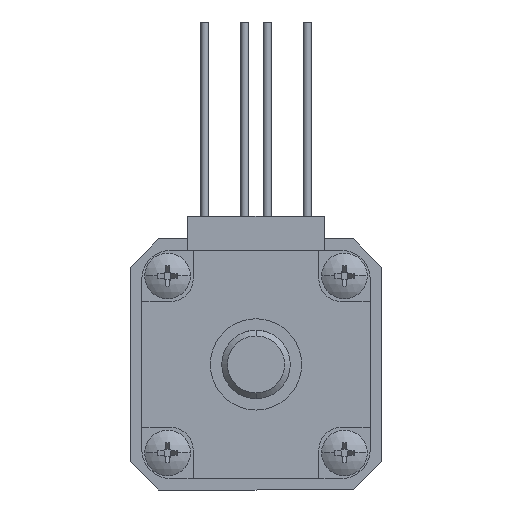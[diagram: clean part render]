
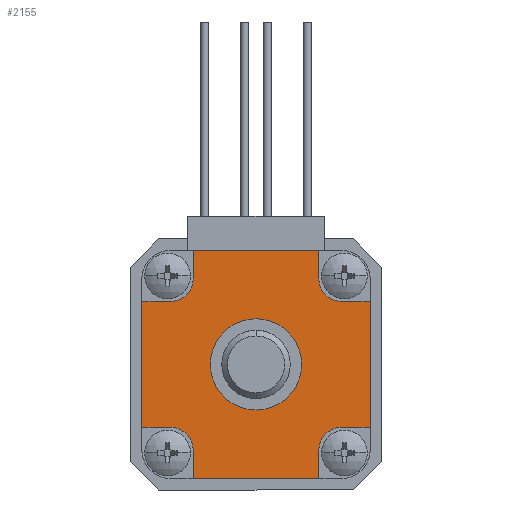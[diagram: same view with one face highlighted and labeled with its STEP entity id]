
A CAD part, front view. The second image highlights one B-rep face of the part: STEP entity #2155.
In plain terms, the highlighted planar face has unit normal (0, -1, 0).
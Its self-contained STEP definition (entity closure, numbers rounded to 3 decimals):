
#83 = VECTOR ( 'NONE', #6321, 1000. ) ;
#304 = LINE ( 'NONE', #13892, #18406 ) ;
#311 = ORIENTED_EDGE ( 'NONE', *, *, #6568, .T. ) ;
#426 = CARTESIAN_POINT ( 'NONE',  ( -7.5, 0., -10. ) ) ;
#545 = DIRECTION ( 'NONE',  ( 1., 0., 0. ) ) ;
#749 = VERTEX_POINT ( 'NONE', #6453 ) ;
#798 = CARTESIAN_POINT ( 'NONE',  ( 5.5, 0., -10. ) ) ;
#859 = DIRECTION ( 'NONE',  ( 0., 0., -1. ) ) ;
#918 = CARTESIAN_POINT ( 'NONE',  ( 5.5, 0., -7.5 ) ) ;
#1114 = ORIENTED_EDGE ( 'NONE', *, *, #11636, .F. ) ;
#1116 = VECTOR ( 'NONE', #10307, 1000. ) ;
#1444 = CIRCLE ( 'NONE', #7099, 2. ) ;
#1488 = CARTESIAN_POINT ( 'NONE',  ( -7.5, 0., 5.5 ) ) ;
#1795 = ORIENTED_EDGE ( 'NONE', *, *, #9044, .T. ) ;
#1965 = CARTESIAN_POINT ( 'NONE',  ( 0., 0., 0. ) ) ;
#2088 = FACE_BOUND ( 'NONE', #4861, .T. ) ;
#2131 = DIRECTION ( 'NONE',  ( -1., 0., 0. ) ) ;
#2155 = ADVANCED_FACE ( 'NONE', ( #2088, #9478 ), #2188, .F. ) ;
#2158 = CARTESIAN_POINT ( 'NONE',  ( 5.5, 0., -7.5 ) ) ;
#2188 = PLANE ( 'NONE',  #15672 ) ;
#2614 = EDGE_CURVE ( 'NONE', #12120, #6222, #15434, .T. ) ;
#3204 = VECTOR ( 'NONE', #5949, 1000. ) ;
#3232 = DIRECTION ( 'NONE',  ( 0., 0., -1. ) ) ;
#3561 = DIRECTION ( 'NONE',  ( 0., 0., 1. ) ) ;
#3644 = VERTEX_POINT ( 'NONE', #10636 ) ;
#3646 = VERTEX_POINT ( 'NONE', #1488 ) ;
#3680 = VERTEX_POINT ( 'NONE', #9262 ) ;
#3864 = VECTOR ( 'NONE', #859, 1000. ) ;
#4072 = EDGE_CURVE ( 'NONE', #14846, #7690, #13760, .T. ) ;
#4212 = VECTOR ( 'NONE', #3232, 1000. ) ;
#4383 = CARTESIAN_POINT ( 'NONE',  ( -7.5, 0., 10. ) ) ;
#4574 = CARTESIAN_POINT ( 'NONE',  ( -5.5, 0., 7.5 ) ) ;
#4626 = ORIENTED_EDGE ( 'NONE', *, *, #7815, .F. ) ;
#4812 = LINE ( 'NONE', #2158, #13277 ) ;
#4861 = EDGE_LOOP ( 'NONE', ( #8519, #6844 ) ) ;
#4976 = AXIS2_PLACEMENT_3D ( 'NONE', #14029, #12546, #14419 ) ;
#5074 = CARTESIAN_POINT ( 'NONE',  ( -7.5, 0., 7.5 ) ) ;
#5128 = LINE ( 'NONE', #5228, #16676 ) ;
#5228 = CARTESIAN_POINT ( 'NONE',  ( -10., 0., 7.5 ) ) ;
#5264 = DIRECTION ( 'NONE',  ( 0., 0., 1. ) ) ;
#5379 = CARTESIAN_POINT ( 'NONE',  ( 7.5, 0., -5.5 ) ) ;
#5760 = CARTESIAN_POINT ( 'NONE',  ( 5.5, 0., 7.5 ) ) ;
#5945 = LINE ( 'NONE', #4383, #5993 ) ;
#5949 = DIRECTION ( 'NONE',  ( 0., 0., -1. ) ) ;
#5993 = VECTOR ( 'NONE', #7152, 1000. ) ;
#6065 = DIRECTION ( 'NONE',  ( 0., 0., -1. ) ) ;
#6189 = LINE ( 'NONE', #14549, #1116 ) ;
#6222 = VERTEX_POINT ( 'NONE', #12383 ) ;
#6321 = DIRECTION ( 'NONE',  ( -1., 0., 0. ) ) ;
#6446 = VERTEX_POINT ( 'NONE', #17293 ) ;
#6453 = CARTESIAN_POINT ( 'NONE',  ( 0., 0., -4. ) ) ;
#6479 = DIRECTION ( 'NONE',  ( 0., 1., 0. ) ) ;
#6568 = EDGE_CURVE ( 'NONE', #6222, #3644, #19270, .T. ) ;
#6595 = DIRECTION ( 'NONE',  ( 1., 0., 0. ) ) ;
#6648 = CARTESIAN_POINT ( 'NONE',  ( -5.5, 0., -10. ) ) ;
#6665 = CARTESIAN_POINT ( 'NONE',  ( -10., 0., 5.5 ) ) ;
#6844 = ORIENTED_EDGE ( 'NONE', *, *, #16040, .T. ) ;
#6881 = ORIENTED_EDGE ( 'NONE', *, *, #17458, .F. ) ;
#6935 = CARTESIAN_POINT ( 'NONE',  ( 7.5, 0., -7.5 ) ) ;
#7066 = CARTESIAN_POINT ( 'NONE',  ( -7.5, 0., -5.5 ) ) ;
#7099 = AXIS2_PLACEMENT_3D ( 'NONE', #5074, #16990, #5264 ) ;
#7152 = DIRECTION ( 'NONE',  ( 1., 0., 0. ) ) ;
#7278 = DIRECTION ( 'NONE',  ( 0., 0., 1. ) ) ;
#7553 = CARTESIAN_POINT ( 'NONE',  ( -7.5, 0., -7.5 ) ) ;
#7690 = VERTEX_POINT ( 'NONE', #5379 ) ;
#7815 = EDGE_CURVE ( 'NONE', #12790, #3644, #5945, .T. ) ;
#7958 = LINE ( 'NONE', #17786, #3864 ) ;
#8003 = ORIENTED_EDGE ( 'NONE', *, *, #15919, .T. ) ;
#8012 = EDGE_CURVE ( 'NONE', #7690, #3680, #12163, .T. ) ;
#8107 = VERTEX_POINT ( 'NONE', #6648 ) ;
#8254 = DIRECTION ( 'NONE',  ( 0., 1., 0. ) ) ;
#8519 = ORIENTED_EDGE ( 'NONE', *, *, #12777, .T. ) ;
#8714 = VERTEX_POINT ( 'NONE', #15343 ) ;
#8919 = CARTESIAN_POINT ( 'NONE',  ( 7.5, 0., 5.5 ) ) ;
#9044 = EDGE_CURVE ( 'NONE', #12790, #6446, #17787, .T. ) ;
#9262 = CARTESIAN_POINT ( 'NONE',  ( 10., 0., -5.5 ) ) ;
#9337 = LINE ( 'NONE', #15344, #4212 ) ;
#9382 = CIRCLE ( 'NONE', #4976, 4. ) ;
#9478 = FACE_OUTER_BOUND ( 'NONE', #15792, .T. ) ;
#9576 = LINE ( 'NONE', #426, #83 ) ;
#9620 = LINE ( 'NONE', #6665, #15625 ) ;
#10109 = ORIENTED_EDGE ( 'NONE', *, *, #2614, .T. ) ;
#10219 = ORIENTED_EDGE ( 'NONE', *, *, #12855, .T. ) ;
#10307 = DIRECTION ( 'NONE',  ( -1., 0., 0. ) ) ;
#10636 = CARTESIAN_POINT ( 'NONE',  ( 5.5, 0., 10. ) ) ;
#10967 = ORIENTED_EDGE ( 'NONE', *, *, #19015, .T. ) ;
#11117 = CARTESIAN_POINT ( 'NONE',  ( -5.5, 0., 10. ) ) ;
#11580 = DIRECTION ( 'NONE',  ( 0., 0., 1. ) ) ;
#11591 = VERTEX_POINT ( 'NONE', #14004 ) ;
#11636 = EDGE_CURVE ( 'NONE', #14403, #17365, #5128, .T. ) ;
#11645 = ORIENTED_EDGE ( 'NONE', *, *, #18689, .T. ) ;
#11986 = EDGE_CURVE ( 'NONE', #8714, #8107, #7958, .T. ) ;
#12120 = VERTEX_POINT ( 'NONE', #8919 ) ;
#12163 = LINE ( 'NONE', #13935, #14800 ) ;
#12383 = CARTESIAN_POINT ( 'NONE',  ( 5.5, 0., 7.5 ) ) ;
#12490 = DIRECTION ( 'NONE',  ( 0., 0., 1. ) ) ;
#12546 = DIRECTION ( 'NONE',  ( 0., 1., 0. ) ) ;
#12588 = DIRECTION ( 'NONE',  ( 0., 0., 1. ) ) ;
#12611 = EDGE_CURVE ( 'NONE', #15246, #8107, #9576, .T. ) ;
#12663 = AXIS2_PLACEMENT_3D ( 'NONE', #1965, #6479, #12588 ) ;
#12777 = EDGE_CURVE ( 'NONE', #749, #11591, #12963, .T. ) ;
#12790 = VERTEX_POINT ( 'NONE', #11117 ) ;
#12855 = EDGE_CURVE ( 'NONE', #15246, #14846, #4812, .T. ) ;
#12963 = CIRCLE ( 'NONE', #12663, 4. ) ;
#13194 = VERTEX_POINT ( 'NONE', #17091 ) ;
#13277 = VECTOR ( 'NONE', #12490, 1000. ) ;
#13760 = CIRCLE ( 'NONE', #17522, 2. ) ;
#13764 = CARTESIAN_POINT ( 'NONE',  ( -10., 0., 5.5 ) ) ;
#13892 = CARTESIAN_POINT ( 'NONE',  ( -10., 0., -5.5 ) ) ;
#13893 = ORIENTED_EDGE ( 'NONE', *, *, #4072, .T. ) ;
#13922 = ORIENTED_EDGE ( 'NONE', *, *, #12611, .F. ) ;
#13935 = CARTESIAN_POINT ( 'NONE',  ( 10., 0., -5.5 ) ) ;
#14004 = CARTESIAN_POINT ( 'NONE',  ( 0., 0., 4. ) ) ;
#14029 = CARTESIAN_POINT ( 'NONE',  ( 0., 0., 0. ) ) ;
#14102 = AXIS2_PLACEMENT_3D ( 'NONE', #7553, #18463, #6065 ) ;
#14206 = CARTESIAN_POINT ( 'NONE',  ( -7.5, 0., 7.5 ) ) ;
#14387 = VECTOR ( 'NONE', #11580, 1000. ) ;
#14403 = VERTEX_POINT ( 'NONE', #16712 ) ;
#14419 = DIRECTION ( 'NONE',  ( 0., 0., 1. ) ) ;
#14430 = EDGE_CURVE ( 'NONE', #3646, #17365, #9620, .T. ) ;
#14549 = CARTESIAN_POINT ( 'NONE',  ( 10., 0., 5.5 ) ) ;
#14621 = ORIENTED_EDGE ( 'NONE', *, *, #14430, .T. ) ;
#14800 = VECTOR ( 'NONE', #545, 1000. ) ;
#14819 = ORIENTED_EDGE ( 'NONE', *, *, #18630, .T. ) ;
#14846 = VERTEX_POINT ( 'NONE', #918 ) ;
#15246 = VERTEX_POINT ( 'NONE', #798 ) ;
#15343 = CARTESIAN_POINT ( 'NONE',  ( -5.5, 0., -7.5 ) ) ;
#15344 = CARTESIAN_POINT ( 'NONE',  ( 10., 0., 7.5 ) ) ;
#15434 = CIRCLE ( 'NONE', #17634, 2. ) ;
#15625 = VECTOR ( 'NONE', #2131, 1000. ) ;
#15672 = AXIS2_PLACEMENT_3D ( 'NONE', #14206, #18731, #3561 ) ;
#15733 = CARTESIAN_POINT ( 'NONE',  ( 7.5, 0., 7.5 ) ) ;
#15792 = EDGE_LOOP ( 'NONE', ( #1795, #10967, #14621, #1114, #14819, #8003, #19034, #13922, #10219, #13893, #16456, #6881, #11645, #10109, #311, #4626 ) ) ;
#15829 = VERTEX_POINT ( 'NONE', #7066 ) ;
#15919 = EDGE_CURVE ( 'NONE', #15829, #8714, #16597, .T. ) ;
#16040 = EDGE_CURVE ( 'NONE', #11591, #749, #9382, .T. ) ;
#16456 = ORIENTED_EDGE ( 'NONE', *, *, #8012, .T. ) ;
#16597 = CIRCLE ( 'NONE', #14102, 2. ) ;
#16676 = VECTOR ( 'NONE', #7278, 1000. ) ;
#16712 = CARTESIAN_POINT ( 'NONE',  ( -10., 0., -5.5 ) ) ;
#16990 = DIRECTION ( 'NONE',  ( 0., 1., 0. ) ) ;
#17091 = CARTESIAN_POINT ( 'NONE',  ( 10., 0., 5.5 ) ) ;
#17293 = CARTESIAN_POINT ( 'NONE',  ( -5.5, 0., 7.5 ) ) ;
#17365 = VERTEX_POINT ( 'NONE', #13764 ) ;
#17458 = EDGE_CURVE ( 'NONE', #13194, #3680, #9337, .T. ) ;
#17522 = AXIS2_PLACEMENT_3D ( 'NONE', #6935, #18959, #19054 ) ;
#17634 = AXIS2_PLACEMENT_3D ( 'NONE', #15733, #8254, #17785 ) ;
#17785 = DIRECTION ( 'NONE',  ( 0., 0., -1. ) ) ;
#17786 = CARTESIAN_POINT ( 'NONE',  ( -5.5, 0., -7.5 ) ) ;
#17787 = LINE ( 'NONE', #4574, #3204 ) ;
#18406 = VECTOR ( 'NONE', #6595, 1000. ) ;
#18463 = DIRECTION ( 'NONE',  ( 0., 1., 0. ) ) ;
#18630 = EDGE_CURVE ( 'NONE', #14403, #15829, #304, .T. ) ;
#18689 = EDGE_CURVE ( 'NONE', #13194, #12120, #6189, .T. ) ;
#18731 = DIRECTION ( 'NONE',  ( 0., 1., 0. ) ) ;
#18959 = DIRECTION ( 'NONE',  ( 0., 1., 0. ) ) ;
#19015 = EDGE_CURVE ( 'NONE', #6446, #3646, #1444, .T. ) ;
#19034 = ORIENTED_EDGE ( 'NONE', *, *, #11986, .T. ) ;
#19054 = DIRECTION ( 'NONE',  ( 0., 0., 1. ) ) ;
#19270 = LINE ( 'NONE', #5760, #14387 ) ;
